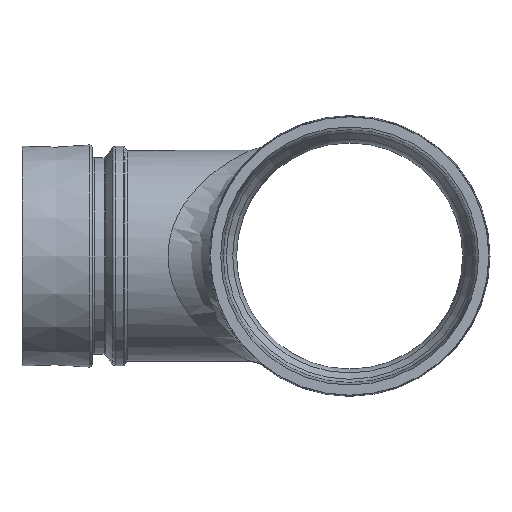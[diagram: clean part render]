
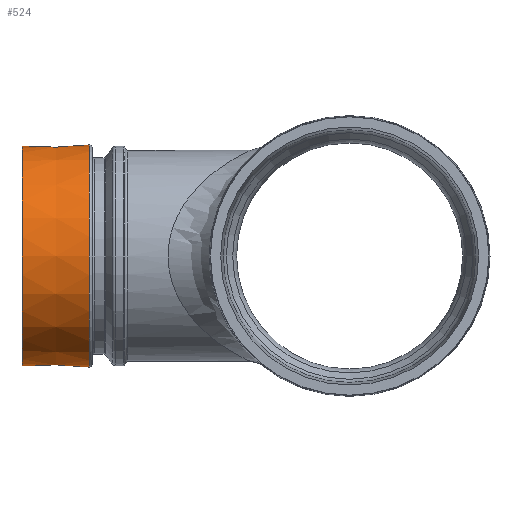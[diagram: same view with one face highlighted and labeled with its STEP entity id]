
A CAD part, left-side view. The second image highlights one B-rep face of the part: STEP entity #524.
In plain terms, the highlighted conical face has half-angle 1 degrees and reference radius 29.996 mm.
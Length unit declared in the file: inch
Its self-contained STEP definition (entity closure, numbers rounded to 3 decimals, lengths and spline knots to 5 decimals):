
#524 = ADVANCED_FACE ( 'NONE', ( #14279, #995 ), #10997, .T. ) ;
#995 = FACE_OUTER_BOUND ( 'NONE', #8637, .T. ) ;
#6153 = CIRCLE ( 'NONE', #17378, 1.17441 ) ;
#6453 = CARTESIAN_POINT ( 'NONE',  ( 1.17441, 3.5, 0. ) ) ;
#6828 = AXIS2_PLACEMENT_3D ( 'NONE', #23705, #23600, #16578 ) ;
#7117 = VERTEX_POINT ( 'NONE', #6453 ) ;
#7896 = VERTEX_POINT ( 'NONE', #16205 ) ;
#8080 = ORIENTED_EDGE ( 'NONE', *, *, #12958, .F. ) ;
#8637 = EDGE_LOOP ( 'NONE', ( #8080 ) ) ;
#9458 = ORIENTED_EDGE ( 'NONE', *, *, #24050, .T. ) ;
#10899 = CARTESIAN_POINT ( 'NONE',  ( 0., 3.125, 0. ) ) ;
#10997 = CONICAL_SURFACE ( 'NONE', #30616, 1.18095, 0.017 ) ;
#12935 = CARTESIAN_POINT ( 'NONE',  ( 0., 3.5, 0. ) ) ;
#12958 = EDGE_CURVE ( 'NONE', #7896, #7896, #13457, .T. ) ;
#13044 = DIRECTION ( 'NONE',  ( 1., 0., 0. ) ) ;
#13457 = CIRCLE ( 'NONE', #6828, 1.18697 ) ;
#14279 = FACE_BOUND ( 'NONE', #16856, .T. ) ;
#15659 = DIRECTION ( 'NONE',  ( -1., 0., 0. ) ) ;
#16205 = CARTESIAN_POINT ( 'NONE',  ( 1.18697, 2.78052, 0. ) ) ;
#16578 = DIRECTION ( 'NONE',  ( 1., 0., 0. ) ) ;
#16856 = EDGE_LOOP ( 'NONE', ( #9458 ) ) ;
#17378 = AXIS2_PLACEMENT_3D ( 'NONE', #12935, #29498, #13044 ) ;
#23600 = DIRECTION ( 'NONE',  ( 0., -1., 0. ) ) ;
#23705 = CARTESIAN_POINT ( 'NONE',  ( 0., 2.78052, 0. ) ) ;
#24050 = EDGE_CURVE ( 'NONE', #7117, #7117, #6153, .T. ) ;
#24828 = DIRECTION ( 'NONE',  ( 0., -1., 0. ) ) ;
#29498 = DIRECTION ( 'NONE',  ( 0., -1., 0. ) ) ;
#30616 = AXIS2_PLACEMENT_3D ( 'NONE', #10899, #24828, #15659 ) ;
